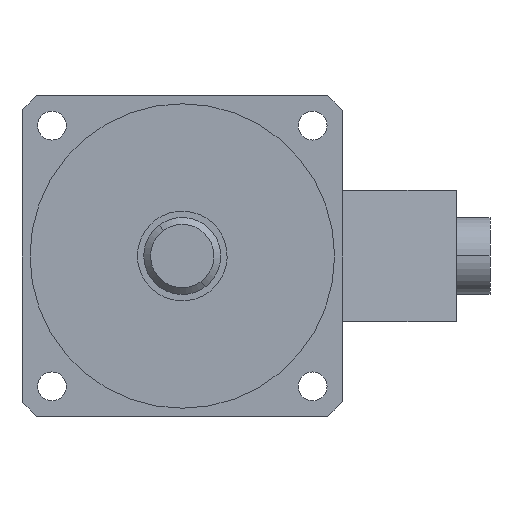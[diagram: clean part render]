
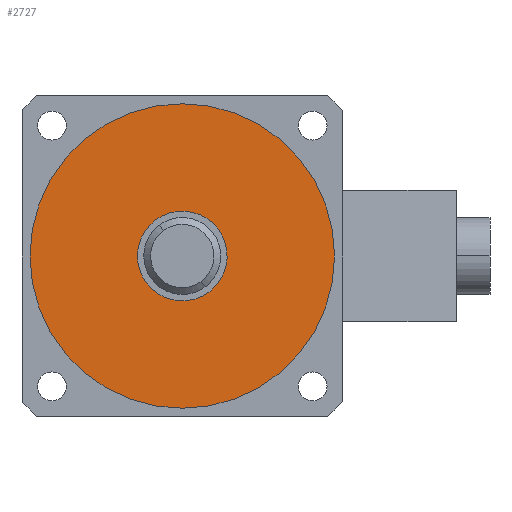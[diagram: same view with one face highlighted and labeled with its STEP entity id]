
A CAD part, left-side view. The second image highlights one B-rep face of the part: STEP entity #2727.
In plain terms, the highlighted planar face has unit normal (-1, 0, 0).
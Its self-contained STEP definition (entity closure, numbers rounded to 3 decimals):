
#432 = CIRCLE ( 'NONE', #433, 12. ) ;
#433 = AXIS2_PLACEMENT_3D ( 'NONE', #434, #435, #436 ) ;
#434 = CARTESIAN_POINT ( 'NONE',  ( -3., 0., 0. ) ) ;
#435 = DIRECTION ( 'NONE',  ( -1., 0., 0. ) ) ;
#436 = DIRECTION ( 'NONE',  ( 0., -1., 0. ) ) ;
#496 = FACE_BOUND ( 'NONE', #2120, .T. ) ;
#497 = FACE_OUTER_BOUND ( 'NONE', #5194, .T. ) ;
#498 = PLANE ( 'NONE',  #500 ) ;
#499 = VERTEX_POINT ( 'NONE', #2945 ) ;
#500 = AXIS2_PLACEMENT_3D ( 'NONE', #501, #502, #503 ) ;
#501 = CARTESIAN_POINT ( 'NONE',  ( -3., 12., 0. ) ) ;
#502 = DIRECTION ( 'NONE',  ( 1., 0., 0. ) ) ;
#503 = DIRECTION ( 'NONE',  ( 0., 1., 0. ) ) ;
#712 = CARTESIAN_POINT ( 'NONE',  ( -3., 47.5, 0. ) ) ;
#1449 = EDGE_CURVE ( 'NONE', #1516, #499, #4622, .T. ) ;
#1516 = VERTEX_POINT ( 'NONE', #4990 ) ;
#2019 = VERTEX_POINT ( 'NONE', #2892 ) ;
#2120 = EDGE_LOOP ( 'NONE', ( #3246, #3715 ) ) ;
#2380 = EDGE_CURVE ( 'NONE', #2019, #3113, #4440, .T. ) ;
#2434 = EDGE_CURVE ( 'NONE', #3113, #2019, #4803, .T. ) ;
#2706 = EDGE_CURVE ( 'NONE', #499, #1516, #432, .T. ) ;
#2727 = ADVANCED_FACE ( 'NONE', ( #496, #497 ), #498, .F. ) ;
#2892 = CARTESIAN_POINT ( 'NONE',  ( -3., -47.5, 0. ) ) ;
#2945 = CARTESIAN_POINT ( 'NONE',  ( -3., -12., 0. ) ) ;
#3113 = VERTEX_POINT ( 'NONE', #712 ) ;
#3246 = ORIENTED_EDGE ( 'NONE', *, *, #2706, .F. ) ;
#3715 = ORIENTED_EDGE ( 'NONE', *, *, #1449, .F. ) ;
#4295 = ORIENTED_EDGE ( 'NONE', *, *, #2380, .T. ) ;
#4440 = CIRCLE ( 'NONE', #4441, 47.5 ) ;
#4441 = AXIS2_PLACEMENT_3D ( 'NONE', #4442, #4443, #4444 ) ;
#4442 = CARTESIAN_POINT ( 'NONE',  ( -3., 0., 0. ) ) ;
#4443 = DIRECTION ( 'NONE',  ( -1., 0., 0. ) ) ;
#4444 = DIRECTION ( 'NONE',  ( 0., -1., 0. ) ) ;
#4471 = ORIENTED_EDGE ( 'NONE', *, *, #2434, .T. ) ;
#4622 = CIRCLE ( 'NONE', #4623, 12. ) ;
#4623 = AXIS2_PLACEMENT_3D ( 'NONE', #4624, #4625, #4626 ) ;
#4624 = CARTESIAN_POINT ( 'NONE',  ( -3., 0., 0. ) ) ;
#4625 = DIRECTION ( 'NONE',  ( -1., 0., 0. ) ) ;
#4626 = DIRECTION ( 'NONE',  ( 0., -1., 0. ) ) ;
#4803 = CIRCLE ( 'NONE', #4804, 47.5 ) ;
#4804 = AXIS2_PLACEMENT_3D ( 'NONE', #4805, #4806, #4807 ) ;
#4805 = CARTESIAN_POINT ( 'NONE',  ( -3., 0., 0. ) ) ;
#4806 = DIRECTION ( 'NONE',  ( -1., 0., 0. ) ) ;
#4807 = DIRECTION ( 'NONE',  ( 0., -1., 0. ) ) ;
#4990 = CARTESIAN_POINT ( 'NONE',  ( -3., 12., 0. ) ) ;
#5194 = EDGE_LOOP ( 'NONE', ( #4295, #4471 ) ) ;
